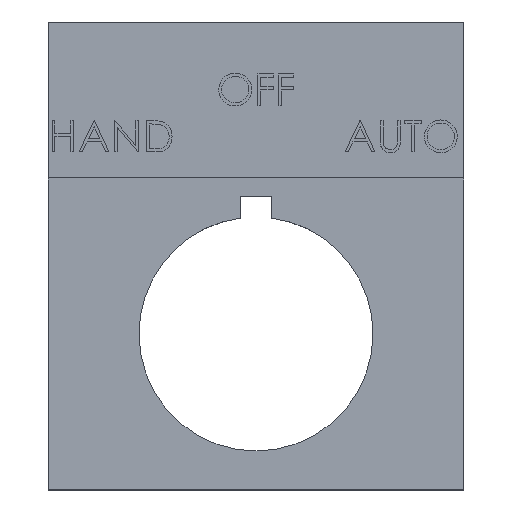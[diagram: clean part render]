
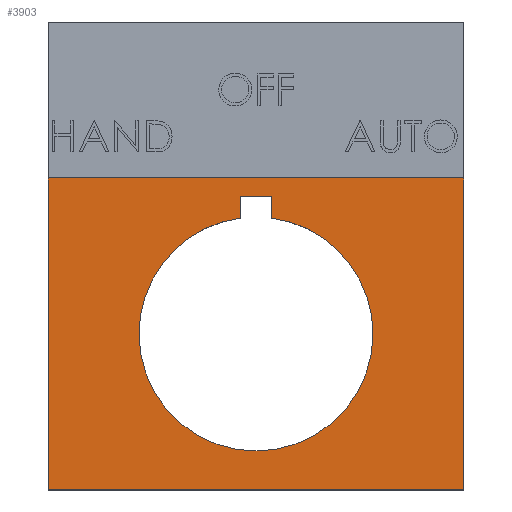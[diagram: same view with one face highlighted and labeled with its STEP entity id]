
A CAD part, top view. The second image highlights one B-rep face of the part: STEP entity #3903.
In plain terms, the highlighted planar face has unit normal (0, 0, 1).
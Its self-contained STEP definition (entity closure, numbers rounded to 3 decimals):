
#27 = DIRECTION ( 'NONE',  ( 0., 0., 1. ) ) ;
#103 = CARTESIAN_POINT ( 'NONE',  ( -11.25, 0., 0.5 ) ) ;
#179 = DIRECTION ( 'NONE',  ( 1., 0., 0. ) ) ;
#844 = VECTOR ( 'NONE', #1925, 1000. ) ;
#888 = CARTESIAN_POINT ( 'NONE',  ( -20., -15., 0.5 ) ) ;
#942 = VERTEX_POINT ( 'NONE', #5893 ) ;
#960 = CARTESIAN_POINT ( 'NONE',  ( 20., 30., 0.5 ) ) ;
#1070 = ORIENTED_EDGE ( 'NONE', *, *, #6603, .T. ) ;
#1125 = VERTEX_POINT ( 'NONE', #2873 ) ;
#1138 = EDGE_CURVE ( 'NONE', #942, #4211, #1734, .T. ) ;
#1157 = CARTESIAN_POINT ( 'NONE',  ( 1.5, 13.25, 0.5 ) ) ;
#1331 = ORIENTED_EDGE ( 'NONE', *, *, #4691, .F. ) ;
#1507 = AXIS2_PLACEMENT_3D ( 'NONE', #1950, #2706, #179 ) ;
#1532 = VERTEX_POINT ( 'NONE', #2198 ) ;
#1589 = VERTEX_POINT ( 'NONE', #7304 ) ;
#1623 = FACE_OUTER_BOUND ( 'NONE', #7036, .T. ) ;
#1719 = EDGE_CURVE ( 'NONE', #3408, #6863, #7717, .T. ) ;
#1734 = LINE ( 'NONE', #2841, #6695 ) ;
#1925 = DIRECTION ( 'NONE',  ( 0., -1., 0. ) ) ;
#1932 = CARTESIAN_POINT ( 'NONE',  ( 0., 0., 0.5 ) ) ;
#1950 = CARTESIAN_POINT ( 'NONE',  ( 0., 0., 0.5 ) ) ;
#2026 = FACE_BOUND ( 'NONE', #6811, .T. ) ;
#2198 = CARTESIAN_POINT ( 'NONE',  ( -20., -15., 0.5 ) ) ;
#2396 = ORIENTED_EDGE ( 'NONE', *, *, #6009, .F. ) ;
#2509 = PLANE ( 'NONE',  #3641 ) ;
#2571 = CARTESIAN_POINT ( 'NONE',  ( 0., 0., 0.5 ) ) ;
#2578 = VECTOR ( 'NONE', #6918, 1000. ) ;
#2589 = CIRCLE ( 'NONE', #7515, 11.25 ) ;
#2706 = DIRECTION ( 'NONE',  ( 0., 0., 1. ) ) ;
#2841 = CARTESIAN_POINT ( 'NONE',  ( 1.5, 9.25, 0.5 ) ) ;
#2873 = CARTESIAN_POINT ( 'NONE',  ( -1.5, 13.25, 0.5 ) ) ;
#2955 = ORIENTED_EDGE ( 'NONE', *, *, #6065, .F. ) ;
#2956 = LINE ( 'NONE', #4395, #844 ) ;
#2990 = VECTOR ( 'NONE', #6102, 1000. ) ;
#3037 = AXIS2_PLACEMENT_3D ( 'NONE', #1932, #27, #3314 ) ;
#3156 = CARTESIAN_POINT ( 'NONE',  ( -1.5, 11.15, 0.5 ) ) ;
#3185 = EDGE_CURVE ( 'NONE', #1589, #3408, #6985, .T. ) ;
#3314 = DIRECTION ( 'NONE',  ( 1., 0., 0. ) ) ;
#3356 = CARTESIAN_POINT ( 'NONE',  ( 20., 15., 0.5 ) ) ;
#3408 = VERTEX_POINT ( 'NONE', #3356 ) ;
#3490 = LINE ( 'NONE', #4974, #2578 ) ;
#3534 = ORIENTED_EDGE ( 'NONE', *, *, #1138, .F. ) ;
#3641 = AXIS2_PLACEMENT_3D ( 'NONE', #3880, #5106, #4510 ) ;
#3880 = CARTESIAN_POINT ( 'NONE',  ( 0., 0., 0.5 ) ) ;
#3903 = ADVANCED_FACE ( 'NONE', ( #2026, #1623 ), #2509, .F. ) ;
#3979 = CARTESIAN_POINT ( 'NONE',  ( 20., -15., 0.5 ) ) ;
#4026 = VERTEX_POINT ( 'NONE', #103 ) ;
#4080 = LINE ( 'NONE', #888, #2990 ) ;
#4211 = VERTEX_POINT ( 'NONE', #1157 ) ;
#4305 = EDGE_CURVE ( 'NONE', #4812, #942, #4465, .T. ) ;
#4395 = CARTESIAN_POINT ( 'NONE',  ( -1.5, 9.25, 0.5 ) ) ;
#4465 = CIRCLE ( 'NONE', #1507, 11.25 ) ;
#4493 = ORIENTED_EDGE ( 'NONE', *, *, #7498, .T. ) ;
#4510 = DIRECTION ( 'NONE',  ( -1., 0., 0. ) ) ;
#4549 = ORIENTED_EDGE ( 'NONE', *, *, #4896, .F. ) ;
#4550 = VECTOR ( 'NONE', #5654, 1000. ) ;
#4691 = EDGE_CURVE ( 'NONE', #1125, #7136, #2956, .T. ) ;
#4812 = VERTEX_POINT ( 'NONE', #6570 ) ;
#4836 = DIRECTION ( 'NONE',  ( 0., 1., 0. ) ) ;
#4896 = EDGE_CURVE ( 'NONE', #4211, #1125, #6991, .T. ) ;
#4974 = CARTESIAN_POINT ( 'NONE',  ( -20., 30., 0.5 ) ) ;
#5106 = DIRECTION ( 'NONE',  ( 0., 0., -1. ) ) ;
#5143 = DIRECTION ( 'NONE',  ( 1., 0., 0. ) ) ;
#5172 = DIRECTION ( 'NONE',  ( 0., 0., 1. ) ) ;
#5283 = DIRECTION ( 'NONE',  ( -1., 0., 0. ) ) ;
#5480 = ORIENTED_EDGE ( 'NONE', *, *, #1719, .F. ) ;
#5654 = DIRECTION ( 'NONE',  ( 1., 0., 0. ) ) ;
#5832 = ORIENTED_EDGE ( 'NONE', *, *, #3185, .F. ) ;
#5893 = CARTESIAN_POINT ( 'NONE',  ( 1.5, 11.15, 0.5 ) ) ;
#6009 = EDGE_CURVE ( 'NONE', #7136, #4026, #6457, .T. ) ;
#6021 = VECTOR ( 'NONE', #7941, 1000. ) ;
#6065 = EDGE_CURVE ( 'NONE', #4026, #4812, #2589, .T. ) ;
#6102 = DIRECTION ( 'NONE',  ( 1., 0., 0. ) ) ;
#6248 = ORIENTED_EDGE ( 'NONE', *, *, #4305, .F. ) ;
#6457 = CIRCLE ( 'NONE', #3037, 11.25 ) ;
#6570 = CARTESIAN_POINT ( 'NONE',  ( 11.25, 0., 0.5 ) ) ;
#6603 = EDGE_CURVE ( 'NONE', #1589, #1532, #3490, .T. ) ;
#6695 = VECTOR ( 'NONE', #4836, 1000. ) ;
#6811 = EDGE_LOOP ( 'NONE', ( #4549, #3534, #6248, #2955, #2396, #1331 ) ) ;
#6863 = VERTEX_POINT ( 'NONE', #3979 ) ;
#6918 = DIRECTION ( 'NONE',  ( 0., -1., 0. ) ) ;
#6985 = LINE ( 'NONE', #8170, #4550 ) ;
#6991 = LINE ( 'NONE', #7861, #7913 ) ;
#7036 = EDGE_LOOP ( 'NONE', ( #5480, #5832, #1070, #4493 ) ) ;
#7136 = VERTEX_POINT ( 'NONE', #3156 ) ;
#7304 = CARTESIAN_POINT ( 'NONE',  ( -20., 15., 0.5 ) ) ;
#7498 = EDGE_CURVE ( 'NONE', #1532, #6863, #4080, .T. ) ;
#7515 = AXIS2_PLACEMENT_3D ( 'NONE', #2571, #5172, #5143 ) ;
#7717 = LINE ( 'NONE', #960, #6021 ) ;
#7861 = CARTESIAN_POINT ( 'NONE',  ( -1.5, 13.25, 0.5 ) ) ;
#7913 = VECTOR ( 'NONE', #5283, 1000. ) ;
#7941 = DIRECTION ( 'NONE',  ( 0., -1., 0. ) ) ;
#8170 = CARTESIAN_POINT ( 'NONE',  ( -20., 15., 0.5 ) ) ;
